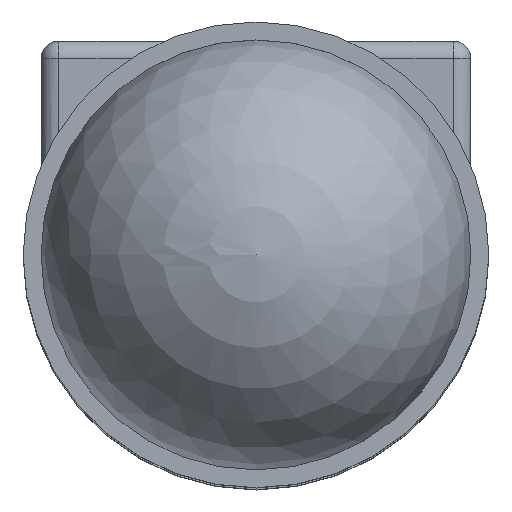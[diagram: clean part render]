
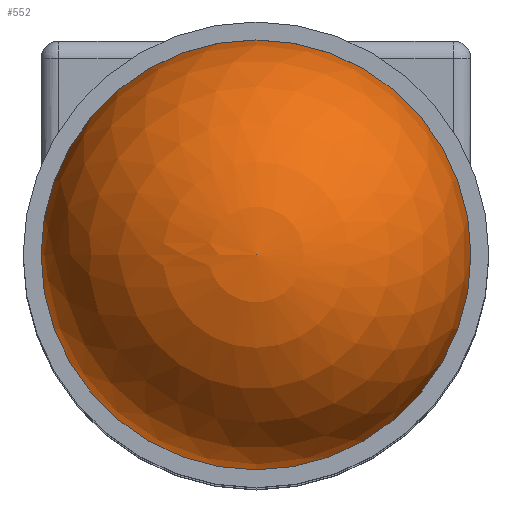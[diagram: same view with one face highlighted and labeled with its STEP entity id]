
A CAD part, top view. The second image highlights one B-rep face of the part: STEP entity #552.
In plain terms, the highlighted spherical face has radius 60 mm.
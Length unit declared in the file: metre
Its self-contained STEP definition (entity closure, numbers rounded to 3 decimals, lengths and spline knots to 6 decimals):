
#32=SPHERICAL_SURFACE('',#636,0.06);
#142=FACE_OUTER_BOUND('',#184,.T.);
#184=EDGE_LOOP('',(#461,#462,#463));
#226=CIRCLE('',#632,0.06);
#228=CIRCLE('',#637,0.06);
#272=VERTEX_POINT('',#1210);
#274=VERTEX_POINT('',#1219);
#341=EDGE_CURVE('',#272,#272,#226,.T.);
#344=EDGE_CURVE('',#274,#272,#228,.T.);
#461=ORIENTED_EDGE('',*,*,#341,.T.);
#462=ORIENTED_EDGE('',*,*,#344,.F.);
#463=ORIENTED_EDGE('',*,*,#344,.T.);
#552=ADVANCED_FACE('',(#142),#32,.T.);
#632=AXIS2_PLACEMENT_3D('',#1212,#784,#785);
#636=AXIS2_PLACEMENT_3D('',#1218,#793,#794);
#637=AXIS2_PLACEMENT_3D('',#1220,#795,#796);
#784=DIRECTION('center_axis',(0.,0.,1.));
#785=DIRECTION('ref_axis',(1.,0.,0.));
#793=DIRECTION('center_axis',(0.,0.,1.));
#794=DIRECTION('ref_axis',(1.,0.,0.));
#795=DIRECTION('center_axis',(0.,-1.,0.));
#796=DIRECTION('ref_axis',(-1.,0.,0.));
#1210=CARTESIAN_POINT('',(-0.06,0.,0.175));
#1212=CARTESIAN_POINT('Origin',(0.,0.,0.175));
#1218=CARTESIAN_POINT('Origin',(0.,0.,0.175));
#1219=CARTESIAN_POINT('',(0.,0.,0.235));
#1220=CARTESIAN_POINT('Origin',(0.,0.,0.175));
